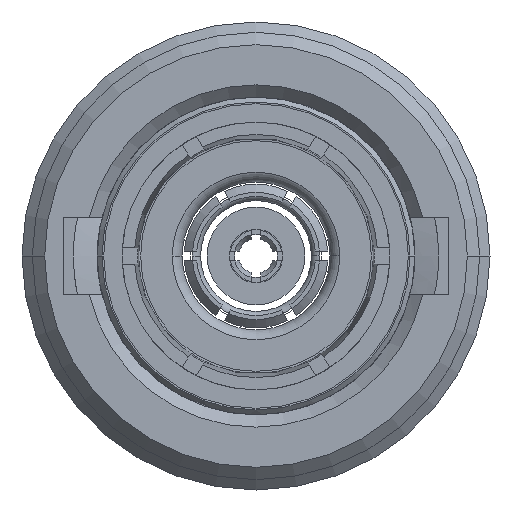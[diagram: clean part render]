
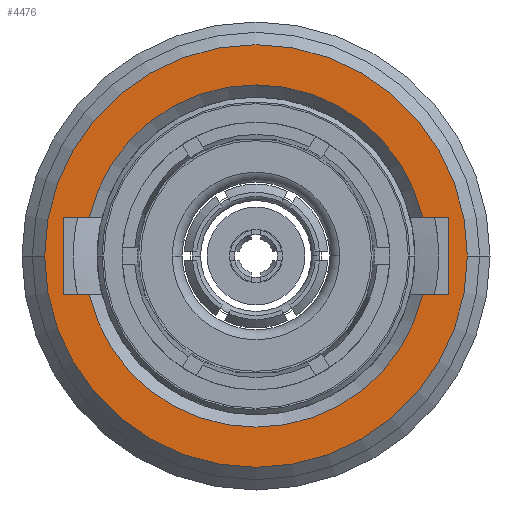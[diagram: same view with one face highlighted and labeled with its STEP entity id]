
A CAD part, left-side view. The second image highlights one B-rep face of the part: STEP entity #4476.
In plain terms, the highlighted planar face has unit normal (-1, 0, 0).
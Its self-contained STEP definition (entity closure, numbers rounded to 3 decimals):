
#3577=DIRECTION('',(0.,-1.,0.));
#3578=VECTOR('',#3577,0.784);
#3579=CARTESIAN_POINT('',(-32.712,-5.16,-1.194));
#3580=LINE('',#3579,#3578);
#3581=DIRECTION('',(0.,0.,1.));
#3582=VECTOR('',#3581,2.388);
#3583=CARTESIAN_POINT('',(-32.712,-5.944,-1.194));
#3584=LINE('',#3583,#3582);
#3585=DIRECTION('',(0.,1.,0.));
#3586=VECTOR('',#3585,0.784);
#3587=CARTESIAN_POINT('',(-32.712,-5.944,1.194));
#3588=LINE('',#3587,#3586);
#3589=DIRECTION('',(0.,1.,0.));
#3590=VECTOR('',#3589,0.784);
#3591=CARTESIAN_POINT('',(-32.712,5.16,1.194));
#3592=LINE('',#3591,#3590);
#3593=DIRECTION('',(0.,0.,-1.));
#3594=VECTOR('',#3593,2.388);
#3595=CARTESIAN_POINT('',(-32.712,5.944,1.194));
#3596=LINE('',#3595,#3594);
#3597=DIRECTION('',(0.,-1.,0.));
#3598=VECTOR('',#3597,0.784);
#3599=CARTESIAN_POINT('',(-32.712,5.944,-1.194));
#3600=LINE('',#3599,#3598);
#3601=CARTESIAN_POINT('',(-32.712,0.,0.));
#3602=DIRECTION('',(-1.,0.,0.));
#3603=DIRECTION('',(0.,1.,0.));
#3604=AXIS2_PLACEMENT_3D('',#3601,#3602,#3603);
#3619=CARTESIAN_POINT('',(-32.712,0.,0.));
#3620=DIRECTION('',(-1.,0.,0.));
#3621=DIRECTION('',(0.,-1.,0.));
#3622=AXIS2_PLACEMENT_3D('',#3619,#3620,#3621);
#3744=CARTESIAN_POINT('',(-32.712,0.,0.));
#3745=DIRECTION('',(1.,0.,0.));
#3746=DIRECTION('',(0.,-0.974,-0.225));
#3747=AXIS2_PLACEMENT_3D('',#3744,#3745,#3746);
#3759=CARTESIAN_POINT('',(-32.712,0.,0.));
#3760=DIRECTION('',(1.,0.,0.));
#3761=DIRECTION('',(0.,0.974,0.225));
#3762=AXIS2_PLACEMENT_3D('',#3759,#3760,#3761);
#4357=CARTESIAN_POINT('',(-32.712,5.16,1.194));
#4358=CARTESIAN_POINT('',(-32.712,5.944,1.194));
#4359=VERTEX_POINT('',#4357);
#4360=VERTEX_POINT('',#4358);
#4361=CARTESIAN_POINT('',(-32.712,5.944,-1.194));
#4362=VERTEX_POINT('',#4361);
#4363=CARTESIAN_POINT('',(-32.712,5.16,-1.194));
#4364=VERTEX_POINT('',#4363);
#4371=CARTESIAN_POINT('',(-32.712,-5.16,-1.194));
#4372=CARTESIAN_POINT('',(-32.712,-5.944,-1.194));
#4373=VERTEX_POINT('',#4371);
#4374=VERTEX_POINT('',#4372);
#4375=CARTESIAN_POINT('',(-32.712,-5.944,1.194));
#4376=VERTEX_POINT('',#4375);
#4377=CARTESIAN_POINT('',(-32.712,-5.16,1.194));
#4378=VERTEX_POINT('',#4377);
#4439=CARTESIAN_POINT('',(-32.712,-6.539,0.));
#4440=CARTESIAN_POINT('',(-32.712,6.539,0.));
#4441=VERTEX_POINT('',#4439);
#4442=VERTEX_POINT('',#4440);
#4447=CARTESIAN_POINT('',(-32.712,0.,0.));
#4448=DIRECTION('',(1.,0.,0.));
#4449=DIRECTION('',(0.,0.,1.));
#4450=AXIS2_PLACEMENT_3D('',#4447,#4448,#4449);
#4451=PLANE('',#4450);
#4453=ORIENTED_EDGE('',*,*,#4452,.F.);
#4455=ORIENTED_EDGE('',*,*,#4454,.F.);
#4456=EDGE_LOOP('',(#4453,#4455));
#4457=FACE_OUTER_BOUND('',#4456,.F.);
#4459=ORIENTED_EDGE('',*,*,#4458,.T.);
#4461=ORIENTED_EDGE('',*,*,#4460,.T.);
#4463=ORIENTED_EDGE('',*,*,#4462,.T.);
#4465=ORIENTED_EDGE('',*,*,#4464,.F.);
#4467=ORIENTED_EDGE('',*,*,#4466,.T.);
#4469=ORIENTED_EDGE('',*,*,#4468,.T.);
#4471=ORIENTED_EDGE('',*,*,#4470,.T.);
#4473=ORIENTED_EDGE('',*,*,#4472,.F.);
#4474=EDGE_LOOP('',(#4459,#4461,#4463,#4465,#4467,#4469,#4471,#4473));
#4475=FACE_BOUND('',#4474,.F.);
#3605=CIRCLE('',#3604,6.539);
#3623=CIRCLE('',#3622,6.539);
#3748=CIRCLE('',#3747,5.296);
#3763=CIRCLE('',#3762,5.296);
#4452=EDGE_CURVE('',#4442,#4441,#3605,.T.);
#4454=EDGE_CURVE('',#4441,#4442,#3623,.T.);
#4458=EDGE_CURVE('',#4373,#4374,#3580,.T.);
#4460=EDGE_CURVE('',#4374,#4376,#3584,.T.);
#4462=EDGE_CURVE('',#4376,#4378,#3588,.T.);
#4464=EDGE_CURVE('',#4359,#4378,#3763,.T.);
#4466=EDGE_CURVE('',#4359,#4360,#3592,.T.);
#4468=EDGE_CURVE('',#4360,#4362,#3596,.T.);
#4470=EDGE_CURVE('',#4362,#4364,#3600,.T.);
#4472=EDGE_CURVE('',#4373,#4364,#3748,.T.);
#4476=ADVANCED_FACE('',(#4457,#4475),#4451,.F.);
